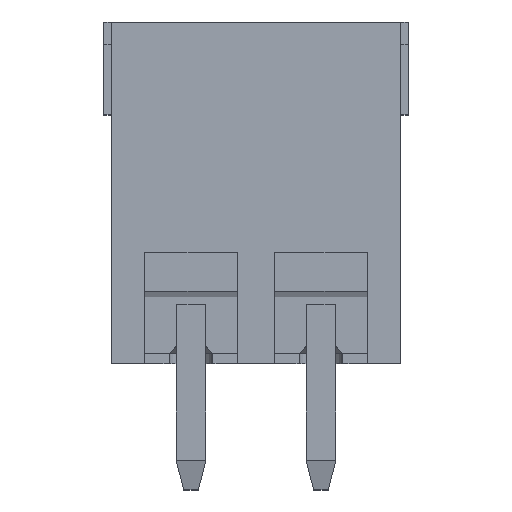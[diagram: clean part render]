
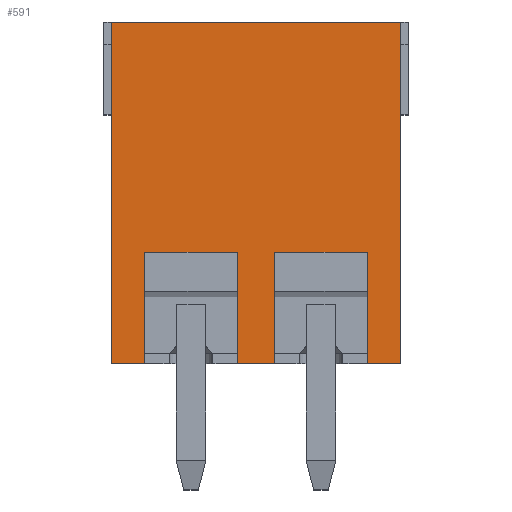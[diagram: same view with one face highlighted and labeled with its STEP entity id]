
A CAD part, top view. The second image highlights one B-rep face of the part: STEP entity #591.
In plain terms, the highlighted planar face has unit normal (0, 0, 1).
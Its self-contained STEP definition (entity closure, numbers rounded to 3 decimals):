
#66 = DIRECTION ( 'NONE',  ( 0., -1., 0. ) ) ;
#105 = EDGE_CURVE ( 'NONE', #2951, #6811, #5247, .T. ) ;
#223 = LINE ( 'NONE', #306, #4128 ) ;
#271 = ORIENTED_EDGE ( 'NONE', *, *, #2813, .F. ) ;
#306 = CARTESIAN_POINT ( 'NONE',  ( 4.4, 6.4, 3. ) ) ;
#422 = EDGE_CURVE ( 'NONE', #5052, #5694, #1354, .T. ) ;
#452 = CARTESIAN_POINT ( 'NONE',  ( 6.9, 6.4, 3. ) ) ;
#465 = DIRECTION ( 'NONE',  ( 0., 1., 0. ) ) ;
#554 = VERTEX_POINT ( 'NONE', #4865 ) ;
#573 = VERTEX_POINT ( 'NONE', #1929 ) ;
#591 = ADVANCED_FACE ( 'NONE', ( #900 ), #6713, .T. ) ;
#805 = DIRECTION ( 'NONE',  ( 0., 1., 0. ) ) ;
#891 = CARTESIAN_POINT ( 'NONE',  ( 4.4, 6.4, 3. ) ) ;
#900 = FACE_OUTER_BOUND ( 'NONE', #1572, .T. ) ;
#1001 = LINE ( 'NONE', #3179, #3814 ) ;
#1013 = DIRECTION ( 'NONE',  ( 1., 0., 0. ) ) ;
#1354 = LINE ( 'NONE', #5668, #6365 ) ;
#1374 = EDGE_CURVE ( 'NONE', #5719, #5052, #3486, .T. ) ;
#1393 = CARTESIAN_POINT ( 'NONE',  ( 4.4, 3.4, 3. ) ) ;
#1453 = CARTESIAN_POINT ( 'NONE',  ( 0., 3.4, 3. ) ) ;
#1535 = VERTEX_POINT ( 'NONE', #452 ) ;
#1572 = EDGE_LOOP ( 'NONE', ( #5207, #1858, #4313, #4351, #1983, #5204, #2350, #2791, #5136, #4869, #271, #5937 ) ) ;
#1637 = VERTEX_POINT ( 'NONE', #3901 ) ;
#1650 = CARTESIAN_POINT ( 'NONE',  ( 0.9, 3.4, 3. ) ) ;
#1716 = EDGE_CURVE ( 'NONE', #3944, #2951, #223, .T. ) ;
#1719 = LINE ( 'NONE', #1650, #1971 ) ;
#1806 = CARTESIAN_POINT ( 'NONE',  ( 0., 3.4, 3. ) ) ;
#1858 = ORIENTED_EDGE ( 'NONE', *, *, #1716, .F. ) ;
#1862 = LINE ( 'NONE', #5064, #4494 ) ;
#1929 = CARTESIAN_POINT ( 'NONE',  ( 3.4, 6.4, 3. ) ) ;
#1950 = DIRECTION ( 'NONE',  ( 1., 0., 0. ) ) ;
#1952 = CARTESIAN_POINT ( 'NONE',  ( 7.8, 12.6, 3. ) ) ;
#1971 = VECTOR ( 'NONE', #5526, 1000. ) ;
#1983 = ORIENTED_EDGE ( 'NONE', *, *, #6112, .T. ) ;
#2003 = CARTESIAN_POINT ( 'NONE',  ( 3.4, 6.4, 3. ) ) ;
#2081 = CARTESIAN_POINT ( 'NONE',  ( 6.9, 3.4, 3. ) ) ;
#2149 = CARTESIAN_POINT ( 'NONE',  ( 0., 12.6, 3. ) ) ;
#2212 = VERTEX_POINT ( 'NONE', #5507 ) ;
#2231 = VECTOR ( 'NONE', #1013, 1000. ) ;
#2350 = ORIENTED_EDGE ( 'NONE', *, *, #422, .F. ) ;
#2422 = DIRECTION ( 'NONE',  ( 0., 0., 1. ) ) ;
#2590 = EDGE_CURVE ( 'NONE', #554, #5719, #1719, .T. ) ;
#2612 = CARTESIAN_POINT ( 'NONE',  ( 4.4, 3.4, 3. ) ) ;
#2728 = EDGE_CURVE ( 'NONE', #2212, #1535, #4565, .T. ) ;
#2791 = ORIENTED_EDGE ( 'NONE', *, *, #1374, .F. ) ;
#2813 = EDGE_CURVE ( 'NONE', #573, #6891, #4146, .T. ) ;
#2951 = VERTEX_POINT ( 'NONE', #1393 ) ;
#2958 = CARTESIAN_POINT ( 'NONE',  ( 6.9, 3.4, 3. ) ) ;
#2996 = CARTESIAN_POINT ( 'NONE',  ( 11.3, 3.4, 3. ) ) ;
#3041 = DIRECTION ( 'NONE',  ( 0., 1., 0. ) ) ;
#3179 = CARTESIAN_POINT ( 'NONE',  ( 7.8, 3.4, 3. ) ) ;
#3434 = CARTESIAN_POINT ( 'NONE',  ( 4.4, 6.4, 3. ) ) ;
#3444 = EDGE_CURVE ( 'NONE', #1637, #5694, #1001, .T. ) ;
#3486 = LINE ( 'NONE', #1806, #4459 ) ;
#3575 = VECTOR ( 'NONE', #3041, 1000. ) ;
#3655 = EDGE_CURVE ( 'NONE', #3944, #1535, #5760, .T. ) ;
#3696 = VECTOR ( 'NONE', #6296, 1000. ) ;
#3814 = VECTOR ( 'NONE', #465, 1000. ) ;
#3901 = CARTESIAN_POINT ( 'NONE',  ( 7.8, 3.4, 3. ) ) ;
#3944 = VERTEX_POINT ( 'NONE', #3434 ) ;
#3966 = EDGE_CURVE ( 'NONE', #554, #6891, #1862, .T. ) ;
#3976 = CARTESIAN_POINT ( 'NONE',  ( 3.4, 3.4, 3. ) ) ;
#4041 = VECTOR ( 'NONE', #1950, 1000. ) ;
#4128 = VECTOR ( 'NONE', #4467, 1000. ) ;
#4146 = LINE ( 'NONE', #2003, #3696 ) ;
#4313 = ORIENTED_EDGE ( 'NONE', *, *, #3655, .T. ) ;
#4319 = LINE ( 'NONE', #5413, #6417 ) ;
#4337 = AXIS2_PLACEMENT_3D ( 'NONE', #2996, #2422, #5666 ) ;
#4351 = ORIENTED_EDGE ( 'NONE', *, *, #2728, .F. ) ;
#4459 = VECTOR ( 'NONE', #805, 1000. ) ;
#4467 = DIRECTION ( 'NONE',  ( 0., -1., 0. ) ) ;
#4494 = VECTOR ( 'NONE', #6155, 1000. ) ;
#4565 = LINE ( 'NONE', #2958, #3575 ) ;
#4829 = LINE ( 'NONE', #2081, #2231 ) ;
#4865 = CARTESIAN_POINT ( 'NONE',  ( 0.9, 3.4, 3. ) ) ;
#4869 = ORIENTED_EDGE ( 'NONE', *, *, #3966, .T. ) ;
#4892 = VECTOR ( 'NONE', #6906, 1000. ) ;
#5052 = VERTEX_POINT ( 'NONE', #2149 ) ;
#5064 = CARTESIAN_POINT ( 'NONE',  ( 0.9, 3.4, 3. ) ) ;
#5136 = ORIENTED_EDGE ( 'NONE', *, *, #2590, .F. ) ;
#5204 = ORIENTED_EDGE ( 'NONE', *, *, #3444, .T. ) ;
#5207 = ORIENTED_EDGE ( 'NONE', *, *, #105, .F. ) ;
#5247 = LINE ( 'NONE', #2612, #4892 ) ;
#5413 = CARTESIAN_POINT ( 'NONE',  ( 3.4, 6.4, 3. ) ) ;
#5468 = EDGE_CURVE ( 'NONE', #573, #6811, #4319, .T. ) ;
#5507 = CARTESIAN_POINT ( 'NONE',  ( 6.9, 3.4, 3. ) ) ;
#5526 = DIRECTION ( 'NONE',  ( -1., 0., 0. ) ) ;
#5666 = DIRECTION ( 'NONE',  ( 0., 1., 0. ) ) ;
#5668 = CARTESIAN_POINT ( 'NONE',  ( 0., 12.6, 3. ) ) ;
#5694 = VERTEX_POINT ( 'NONE', #1952 ) ;
#5719 = VERTEX_POINT ( 'NONE', #1453 ) ;
#5760 = LINE ( 'NONE', #891, #4041 ) ;
#5937 = ORIENTED_EDGE ( 'NONE', *, *, #5468, .T. ) ;
#6003 = CARTESIAN_POINT ( 'NONE',  ( 0.9, 6.4, 3. ) ) ;
#6112 = EDGE_CURVE ( 'NONE', #2212, #1637, #4829, .T. ) ;
#6154 = DIRECTION ( 'NONE',  ( 1., 0., 0. ) ) ;
#6155 = DIRECTION ( 'NONE',  ( 0., 1., 0. ) ) ;
#6296 = DIRECTION ( 'NONE',  ( -1., 0., 0. ) ) ;
#6365 = VECTOR ( 'NONE', #6154, 1000. ) ;
#6417 = VECTOR ( 'NONE', #66, 1000. ) ;
#6713 = PLANE ( 'NONE',  #4337 ) ;
#6811 = VERTEX_POINT ( 'NONE', #3976 ) ;
#6891 = VERTEX_POINT ( 'NONE', #6003 ) ;
#6906 = DIRECTION ( 'NONE',  ( -1., 0., 0. ) ) ;
